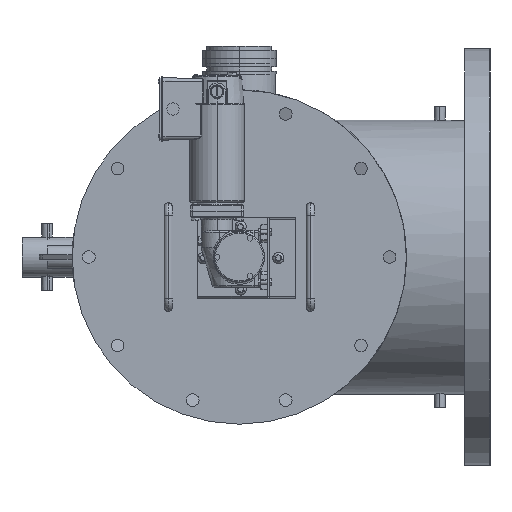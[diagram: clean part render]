
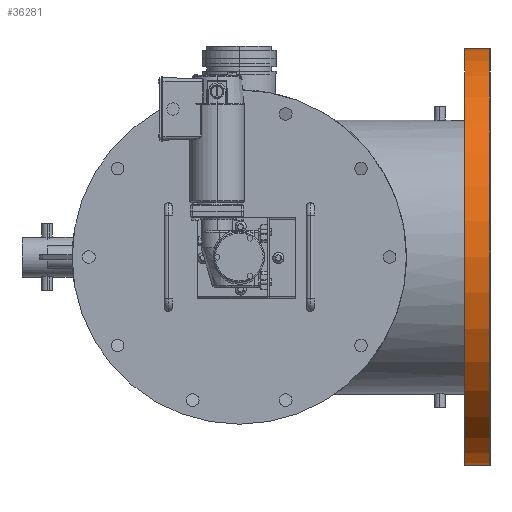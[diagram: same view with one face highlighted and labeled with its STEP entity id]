
A CAD part, left-side view. The second image highlights one B-rep face of the part: STEP entity #36281.
In plain terms, the highlighted cylindrical face has radius 317.5 mm (diameter 635 mm), a partial arc.
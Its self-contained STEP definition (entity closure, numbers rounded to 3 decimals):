
#1006 = DIRECTION ( 'NONE',  ( 0., -1., 0. ) ) ;
#1175 = EDGE_LOOP ( 'NONE', ( #1616, #17578, #36913, #15648 ) ) ;
#1616 = ORIENTED_EDGE ( 'NONE', *, *, #19807, .F. ) ;
#2655 = FACE_OUTER_BOUND ( 'NONE', #1175, .T. ) ;
#3388 = VERTEX_POINT ( 'NONE', #17375 ) ;
#3867 = CARTESIAN_POINT ( 'NONE',  ( 369.806, -381., 0. ) ) ;
#6981 = EDGE_CURVE ( 'NONE', #9345, #3388, #10972, .T. ) ;
#8674 = CIRCLE ( 'NONE', #14850, 317.5 ) ;
#9345 = VERTEX_POINT ( 'NONE', #11880 ) ;
#10159 = EDGE_CURVE ( 'NONE', #3388, #20789, #37834, .T. ) ;
#10363 = AXIS2_PLACEMENT_3D ( 'NONE', #18553, #21799, #25076 ) ;
#10386 = CARTESIAN_POINT ( 'NONE',  ( 369.806, -342.9, 0. ) ) ;
#10520 = DIRECTION ( 'NONE',  ( 0., -1., 0. ) ) ;
#10972 = CIRCLE ( 'NONE', #21226, 317.5 ) ;
#11880 = CARTESIAN_POINT ( 'NONE',  ( 369.806, -342.9, 317.5 ) ) ;
#11958 = CYLINDRICAL_SURFACE ( 'NONE', #10363, 317.5 ) ;
#12824 = CARTESIAN_POINT ( 'NONE',  ( 369.806, -381., 317.5 ) ) ;
#14850 = AXIS2_PLACEMENT_3D ( 'NONE', #3867, #1006, #21529 ) ;
#15648 = ORIENTED_EDGE ( 'NONE', *, *, #36312, .F. ) ;
#17133 = LINE ( 'NONE', #26745, #32079 ) ;
#17375 = CARTESIAN_POINT ( 'NONE',  ( 369.806, -342.9, -317.5 ) ) ;
#17578 = ORIENTED_EDGE ( 'NONE', *, *, #6981, .T. ) ;
#18553 = CARTESIAN_POINT ( 'NONE',  ( 369.806, -342.9, 0. ) ) ;
#19807 = EDGE_CURVE ( 'NONE', #9345, #23250, #17133, .T. ) ;
#20789 = VERTEX_POINT ( 'NONE', #25046 ) ;
#21226 = AXIS2_PLACEMENT_3D ( 'NONE', #10386, #10520, #34368 ) ;
#21529 = DIRECTION ( 'NONE',  ( 0., 0., -1. ) ) ;
#21799 = DIRECTION ( 'NONE',  ( 0., -1., 0. ) ) ;
#23250 = VERTEX_POINT ( 'NONE', #12824 ) ;
#23773 = DIRECTION ( 'NONE',  ( 0., -1., 0. ) ) ;
#23989 = DIRECTION ( 'NONE',  ( 0., -1., 0. ) ) ;
#25046 = CARTESIAN_POINT ( 'NONE',  ( 369.806, -381., -317.5 ) ) ;
#25076 = DIRECTION ( 'NONE',  ( 0., 0., -1. ) ) ;
#26745 = CARTESIAN_POINT ( 'NONE',  ( 369.806, -342.9, 317.5 ) ) ;
#29891 = VECTOR ( 'NONE', #23773, 1000. ) ;
#32079 = VECTOR ( 'NONE', #23989, 1000. ) ;
#34368 = DIRECTION ( 'NONE',  ( 0., 0., -1. ) ) ;
#36133 = CARTESIAN_POINT ( 'NONE',  ( 369.806, -342.9, -317.5 ) ) ;
#36281 = ADVANCED_FACE ( 'NONE', ( #2655 ), #11958, .T. ) ;
#36312 = EDGE_CURVE ( 'NONE', #23250, #20789, #8674, .T. ) ;
#36913 = ORIENTED_EDGE ( 'NONE', *, *, #10159, .T. ) ;
#37834 = LINE ( 'NONE', #36133, #29891 ) ;
